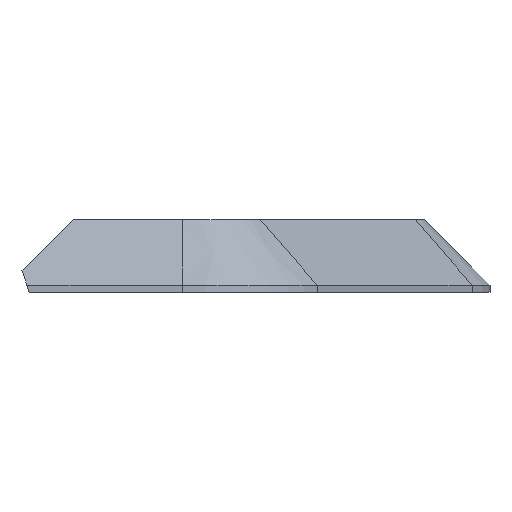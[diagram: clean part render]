
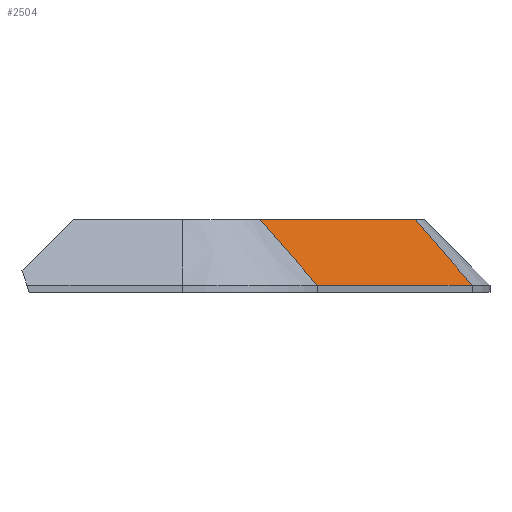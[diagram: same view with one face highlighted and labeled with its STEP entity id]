
A CAD part, left-side view. The second image highlights one B-rep face of the part: STEP entity #2504.
In plain terms, the highlighted planar face has unit normal (-0.345, -0.617, 0.707).
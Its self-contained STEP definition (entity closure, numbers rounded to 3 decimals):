
#433 = PLANE('',#434);
#434 = AXIS2_PLACEMENT_3D('',#435,#436,#437);
#435 = CARTESIAN_POINT('',(-51.25,-63.75,0.));
#436 = DIRECTION('',(-0.488,-0.873,0.));
#437 = DIRECTION('',(-0.873,0.488,0.));
#1315 = VERTEX_POINT('',#1316);
#1316 = CARTESIAN_POINT('',(-89.25,-42.5,1.));
#1331 = CONICAL_SURFACE('',#1332,21.294,0.785);
#1332 = AXIS2_PLACEMENT_3D('',#1333,#1334,#1335);
#1333 = CARTESIAN_POINT('',(-78.706,-24.,1.));
#1334 = DIRECTION('',(-0.,-0.,-1.));
#1335 = DIRECTION('',(-0.495,-0.869,0.));
#1474 = VERTEX_POINT('',#1475);
#1475 = CARTESIAN_POINT('',(-51.25,-63.75,1.));
#1496 = EDGE_CURVE('',#1474,#1315,#1497,.T.);
#1497 = SURFACE_CURVE('',#1498,(#1502,#1509),.PCURVE_S1.);
#1498 = LINE('',#1499,#1500);
#1499 = CARTESIAN_POINT('',(-51.25,-63.75,1.));
#1500 = VECTOR('',#1501,1.);
#1501 = DIRECTION('',(-0.873,0.488,0.));
#1502 = PCURVE('',#433,#1503);
#1503 = DEFINITIONAL_REPRESENTATION('',(#1504),#1508);
#1504 = LINE('',#1505,#1506);
#1505 = CARTESIAN_POINT('',(0.,-1.));
#1506 = VECTOR('',#1507,1.);
#1507 = DIRECTION('',(1.,0.));
#1508 = ( GEOMETRIC_REPRESENTATION_CONTEXT(2) 
PARAMETRIC_REPRESENTATION_CONTEXT() REPRESENTATION_CONTEXT('2D SPACE',''
  ) );
#1509 = PCURVE('',#1510,#1515);
#1510 = PLANE('',#1511);
#1511 = AXIS2_PLACEMENT_3D('',#1512,#1513,#1514);
#1512 = CARTESIAN_POINT('',(-49.054,-59.822,5.5));
#1513 = DIRECTION('',(-0.345,-0.617,0.707));
#1514 = DIRECTION('',(0.873,-0.488,0.)
  );
#1515 = DEFINITIONAL_REPRESENTATION('',(#1516),#1520);
#1516 = LINE('',#1517,#1518);
#1517 = CARTESIAN_POINT('',(0.,-6.364));
#1518 = VECTOR('',#1519,1.);
#1519 = DIRECTION('',(-1.,0.));
#1520 = ( GEOMETRIC_REPRESENTATION_CONTEXT(2) 
PARAMETRIC_REPRESENTATION_CONTEXT() REPRESENTATION_CONTEXT('2D SPACE',''
  ) );
#1594 = CONICAL_SURFACE('',#1595,18.687,0.785);
#1595 = AXIS2_PLACEMENT_3D('',#1596,#1597,#1598);
#1596 = CARTESIAN_POINT('',(-42.,-47.513,1.));
#1597 = DIRECTION('',(-0.,-0.,-1.));
#1598 = DIRECTION('',(0.,-1.,0.));
#2341 = PLANE('',#2342);
#2342 = AXIS2_PLACEMENT_3D('',#2343,#2344,#2345);
#2343 = CARTESIAN_POINT('',(0.,-28.047,10.));
#2344 = DIRECTION('',(0.,0.,1.));
#2345 = DIRECTION('',(1.,0.,0.));
#2356 = EDGE_CURVE('',#1315,#2357,#2359,.T.);
#2357 = VERTEX_POINT('',#2358);
#2358 = CARTESIAN_POINT('',(-84.857,-34.645,10.));
#2359 = SURFACE_CURVE('',#2360,(#2364,#2370),.PCURVE_S1.);
#2360 = LINE('',#2361,#2362);
#2361 = CARTESIAN_POINT('',(-87.054,-38.572,5.5));
#2362 = VECTOR('',#2363,1.);
#2363 = DIRECTION('',(0.345,0.617,0.707));
#2364 = PCURVE('',#1331,#2365);
#2365 = DEFINITIONAL_REPRESENTATION('',(#2366),#2369);
#2366 = B_SPLINE_CURVE_WITH_KNOTS('',1,(#2367,#2368),.UNSPECIFIED.,.F.,
  .F.,(2,2),(-6.364,6.364),.PIECEWISE_BEZIER_KNOTS.);
#2367 = CARTESIAN_POINT('',(0.,0.));
#2368 = CARTESIAN_POINT('',(0.,-9.));
#2369 = ( GEOMETRIC_REPRESENTATION_CONTEXT(2) 
PARAMETRIC_REPRESENTATION_CONTEXT() REPRESENTATION_CONTEXT('2D SPACE',''
  ) );
#2370 = PCURVE('',#1510,#2371);
#2371 = DEFINITIONAL_REPRESENTATION('',(#2372),#2376);
#2372 = LINE('',#2373,#2374);
#2373 = CARTESIAN_POINT('',(-43.538,0.));
#2374 = VECTOR('',#2375,1.);
#2375 = DIRECTION('',(0.,1.));
#2376 = ( GEOMETRIC_REPRESENTATION_CONTEXT(2) 
PARAMETRIC_REPRESENTATION_CONTEXT() REPRESENTATION_CONTEXT('2D SPACE',''
  ) );
#2504 = ADVANCED_FACE('',(#2505),#1510,.T.);
#2505 = FACE_BOUND('',#2506,.F.);
#2506 = EDGE_LOOP('',(#2507,#2530,#2531,#2532));
#2507 = ORIENTED_EDGE('',*,*,#2508,.F.);
#2508 = EDGE_CURVE('',#1474,#2509,#2511,.T.);
#2509 = VERTEX_POINT('',#2510);
#2510 = CARTESIAN_POINT('',(-46.795,-55.93,10.));
#2511 = SURFACE_CURVE('',#2512,(#2516,#2523),.PCURVE_S1.);
#2512 = LINE('',#2513,#2514);
#2513 = CARTESIAN_POINT('',(-51.25,-63.75,1.));
#2514 = VECTOR('',#2515,1.);
#2515 = DIRECTION('',(0.35,0.614,0.707));
#2516 = PCURVE('',#1510,#2517);
#2517 = DEFINITIONAL_REPRESENTATION('',(#2518),#2522);
#2518 = LINE('',#2519,#2520);
#2519 = CARTESIAN_POINT('',(0.,-6.364));
#2520 = VECTOR('',#2521,1.);
#2521 = DIRECTION('',(0.006,1.));
#2522 = ( GEOMETRIC_REPRESENTATION_CONTEXT(2) 
PARAMETRIC_REPRESENTATION_CONTEXT() REPRESENTATION_CONTEXT('2D SPACE',''
  ) );
#2523 = PCURVE('',#1594,#2524);
#2524 = DEFINITIONAL_REPRESENTATION('',(#2525),#2529);
#2525 = LINE('',#2526,#2527);
#2526 = CARTESIAN_POINT('',(0.518,-0.));
#2527 = VECTOR('',#2528,1.);
#2528 = DIRECTION('',(0.,-1.));
#2529 = ( GEOMETRIC_REPRESENTATION_CONTEXT(2) 
PARAMETRIC_REPRESENTATION_CONTEXT() REPRESENTATION_CONTEXT('2D SPACE',''
  ) );
#2530 = ORIENTED_EDGE('',*,*,#1496,.T.);
#2531 = ORIENTED_EDGE('',*,*,#2356,.T.);
#2532 = ORIENTED_EDGE('',*,*,#2533,.F.);
#2533 = EDGE_CURVE('',#2509,#2357,#2534,.T.);
#2534 = SURFACE_CURVE('',#2535,(#2539,#2546),.PCURVE_S1.);
#2535 = LINE('',#2536,#2537);
#2536 = CARTESIAN_POINT('',(-46.857,-55.895,10.));
#2537 = VECTOR('',#2538,1.);
#2538 = DIRECTION('',(-0.873,0.488,0.));
#2539 = PCURVE('',#1510,#2540);
#2540 = DEFINITIONAL_REPRESENTATION('',(#2541),#2545);
#2541 = LINE('',#2542,#2543);
#2542 = CARTESIAN_POINT('',(0.,6.364));
#2543 = VECTOR('',#2544,1.);
#2544 = DIRECTION('',(-1.,0.));
#2545 = ( GEOMETRIC_REPRESENTATION_CONTEXT(2) 
PARAMETRIC_REPRESENTATION_CONTEXT() REPRESENTATION_CONTEXT('2D SPACE',''
  ) );
#2546 = PCURVE('',#2341,#2547);
#2547 = DEFINITIONAL_REPRESENTATION('',(#2548),#2552);
#2548 = LINE('',#2549,#2550);
#2549 = CARTESIAN_POINT('',(-46.857,-27.848));
#2550 = VECTOR('',#2551,1.);
#2551 = DIRECTION('',(-0.873,0.488));
#2552 = ( GEOMETRIC_REPRESENTATION_CONTEXT(2) 
PARAMETRIC_REPRESENTATION_CONTEXT() REPRESENTATION_CONTEXT('2D SPACE',''
  ) );
